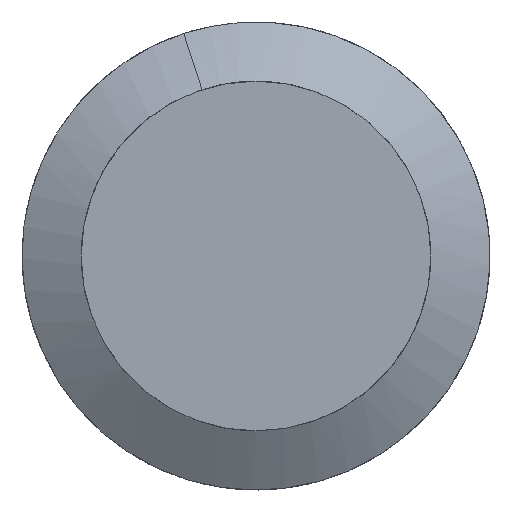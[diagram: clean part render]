
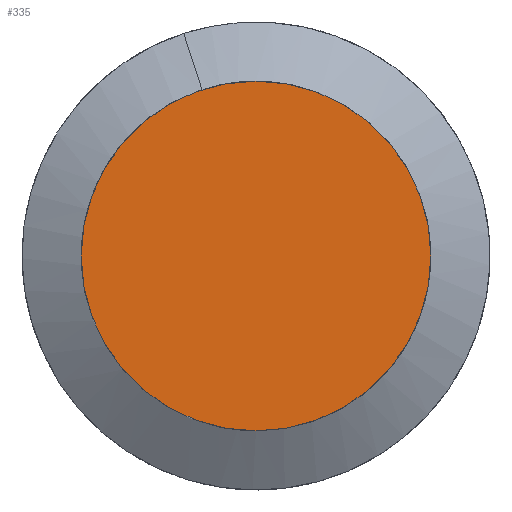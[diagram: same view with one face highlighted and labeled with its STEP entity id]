
A CAD part, front view. The second image highlights one B-rep face of the part: STEP entity #335.
In plain terms, the highlighted planar face has unit normal (0, -1, 0).
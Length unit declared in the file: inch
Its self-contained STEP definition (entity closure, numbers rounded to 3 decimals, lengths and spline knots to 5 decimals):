
#9 = VERTEX_POINT ( 'NONE', #930 ) ;
#17 = CIRCLE ( 'NONE', #1284, 0.05 ) ;
#103 = CARTESIAN_POINT ( 'NONE',  ( 0., 0., 0. ) ) ;
#106 = EDGE_CURVE ( 'NONE', #591, #9, #592, .T. ) ;
#190 = ORIENTED_EDGE ( 'NONE', *, *, #106, .F. ) ;
#311 = ORIENTED_EDGE ( 'NONE', *, *, #1449, .F. ) ;
#318 = EDGE_LOOP ( 'NONE', ( #311, #190 ) ) ;
#335 = ADVANCED_FACE ( 'NONE', ( #1421 ), #1111, .F. ) ;
#393 = CARTESIAN_POINT ( 'NONE',  ( 0., 0., 0. ) ) ;
#407 = DIRECTION ( 'NONE',  ( 0., 1., 0. ) ) ;
#519 = DIRECTION ( 'NONE',  ( 0., 1., 0. ) ) ;
#585 = DIRECTION ( 'NONE',  ( 0., 1., 0. ) ) ;
#591 = VERTEX_POINT ( 'NONE', #929 ) ;
#592 = CIRCLE ( 'NONE', #935, 0.05 ) ;
#881 = DIRECTION ( 'NONE',  ( 0., 0., 1. ) ) ;
#929 = CARTESIAN_POINT ( 'NONE',  ( 0., 0., 0.05 ) ) ;
#930 = CARTESIAN_POINT ( 'NONE',  ( 0., 0., -0.05 ) ) ;
#935 = AXIS2_PLACEMENT_3D ( 'NONE', #103, #585, #1440 ) ;
#1111 = PLANE ( 'NONE',  #1529 ) ;
#1129 = CARTESIAN_POINT ( 'NONE',  ( 0., 0., 0. ) ) ;
#1251 = DIRECTION ( 'NONE',  ( 0., 0., 1. ) ) ;
#1284 = AXIS2_PLACEMENT_3D ( 'NONE', #1129, #407, #1251 ) ;
#1421 = FACE_OUTER_BOUND ( 'NONE', #318, .T. ) ;
#1440 = DIRECTION ( 'NONE',  ( 0., 0., 1. ) ) ;
#1449 = EDGE_CURVE ( 'NONE', #9, #591, #17, .T. ) ;
#1529 = AXIS2_PLACEMENT_3D ( 'NONE', #393, #519, #881 ) ;
